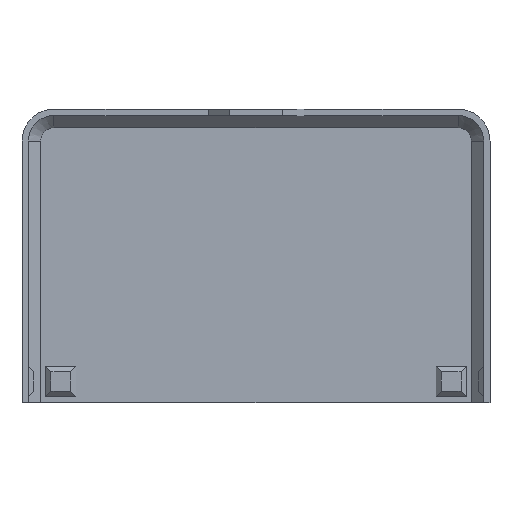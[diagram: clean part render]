
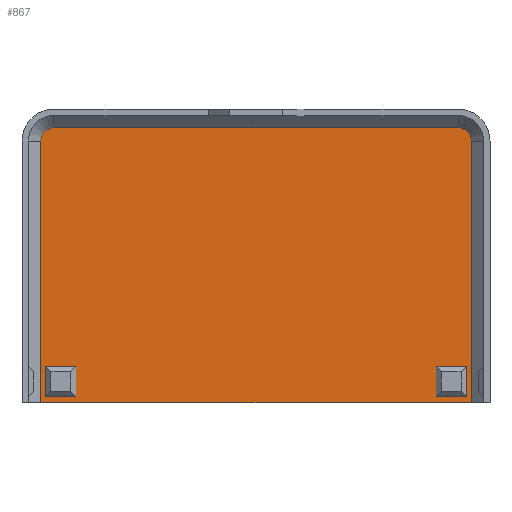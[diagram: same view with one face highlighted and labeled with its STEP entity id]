
A CAD part, front view. The second image highlights one B-rep face of the part: STEP entity #867.
In plain terms, the highlighted planar face has unit normal (0, -1, 0).
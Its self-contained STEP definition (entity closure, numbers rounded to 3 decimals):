
#17=FACE_BOUND('',#136,.T.);
#18=FACE_BOUND('',#137,.T.);
#36=CIRCLE('',#925,2.503);
#38=CIRCLE('',#929,2.503);
#85=FACE_OUTER_BOUND('',#135,.T.);
#135=EDGE_LOOP('',(#755,#756,#757,#758,#759,#760));
#136=EDGE_LOOP('',(#761,#762,#763,#764));
#137=EDGE_LOOP('',(#765,#766,#767,#768));
#174=LINE('',#1252,#280);
#178=LINE('',#1259,#284);
#181=LINE('',#1265,#287);
#183=LINE('',#1268,#289);
#186=LINE('',#1277,#292);
#190=LINE('',#1284,#296);
#193=LINE('',#1290,#299);
#195=LINE('',#1293,#301);
#224=LINE('',#1369,#330);
#227=LINE('',#1380,#333);
#243=LINE('',#1410,#349);
#244=LINE('',#1412,#350);
#280=VECTOR('',#1010,10.);
#284=VECTOR('',#1016,10.);
#287=VECTOR('',#1021,10.);
#289=VECTOR('',#1025,10.);
#292=VECTOR('',#1032,10.);
#296=VECTOR('',#1038,10.);
#299=VECTOR('',#1043,10.);
#301=VECTOR('',#1047,10.);
#330=VECTOR('',#1118,10.);
#333=VECTOR('',#1129,10.);
#349=VECTOR('',#1165,10.);
#350=VECTOR('',#1168,10.);
#379=VERTEX_POINT('',#1249);
#380=VERTEX_POINT('',#1251);
#382=VERTEX_POINT('',#1257);
#384=VERTEX_POINT('',#1263);
#387=VERTEX_POINT('',#1274);
#388=VERTEX_POINT('',#1276);
#390=VERTEX_POINT('',#1282);
#392=VERTEX_POINT('',#1288);
#413=VERTEX_POINT('',#1356);
#416=VERTEX_POINT('',#1361);
#418=VERTEX_POINT('',#1367);
#420=VERTEX_POINT('',#1373);
#421=VERTEX_POINT('',#1377);
#426=VERTEX_POINT('',#1408);
#464=EDGE_CURVE('',#380,#379,#174,.F.);
#468=EDGE_CURVE('',#379,#382,#178,.F.);
#471=EDGE_CURVE('',#382,#384,#181,.F.);
#473=EDGE_CURVE('',#384,#380,#183,.F.);
#476=EDGE_CURVE('',#388,#387,#186,.F.);
#480=EDGE_CURVE('',#387,#390,#190,.F.);
#483=EDGE_CURVE('',#390,#392,#193,.F.);
#485=EDGE_CURVE('',#392,#388,#195,.F.);
#519=EDGE_CURVE('',#413,#416,#36,.T.);
#522=EDGE_CURVE('',#416,#418,#224,.T.);
#525=EDGE_CURVE('',#418,#420,#38,.T.);
#527=EDGE_CURVE('',#420,#421,#227,.T.);
#543=EDGE_CURVE('',#426,#413,#243,.T.);
#544=EDGE_CURVE('',#426,#421,#244,.T.);
#755=ORIENTED_EDGE('',*,*,#544,.F.);
#756=ORIENTED_EDGE('',*,*,#543,.T.);
#757=ORIENTED_EDGE('',*,*,#519,.T.);
#758=ORIENTED_EDGE('',*,*,#522,.T.);
#759=ORIENTED_EDGE('',*,*,#525,.T.);
#760=ORIENTED_EDGE('',*,*,#527,.T.);
#761=ORIENTED_EDGE('',*,*,#464,.T.);
#762=ORIENTED_EDGE('',*,*,#468,.T.);
#763=ORIENTED_EDGE('',*,*,#471,.T.);
#764=ORIENTED_EDGE('',*,*,#473,.T.);
#765=ORIENTED_EDGE('',*,*,#476,.T.);
#766=ORIENTED_EDGE('',*,*,#480,.T.);
#767=ORIENTED_EDGE('',*,*,#483,.T.);
#768=ORIENTED_EDGE('',*,*,#485,.T.);
#819=PLANE('',#941);
#867=ADVANCED_FACE('',(#85,#17,#18),#819,.F.);
#925=AXIS2_PLACEMENT_3D('',#1363,#1112,#1113);
#929=AXIS2_PLACEMENT_3D('',#1375,#1124,#1125);
#941=AXIS2_PLACEMENT_3D('',#1411,#1166,#1167);
#1010=DIRECTION('',(0.,0.,-1.));
#1016=DIRECTION('',(-1.,0.,0.));
#1021=DIRECTION('',(0.,0.,1.));
#1025=DIRECTION('',(1.,0.,0.));
#1032=DIRECTION('',(1.,0.,0.));
#1038=DIRECTION('',(0.,0.,-1.));
#1043=DIRECTION('',(-1.,0.,0.));
#1047=DIRECTION('',(0.,0.,1.));
#1112=DIRECTION('center_axis',(0.,-1.,0.));
#1113=DIRECTION('ref_axis',(0.,0.,1.));
#1118=DIRECTION('',(-1.,0.,0.));
#1124=DIRECTION('center_axis',(0.,-1.,0.));
#1125=DIRECTION('ref_axis',(-1.,0.,0.));
#1129=DIRECTION('',(0.,0.,-1.));
#1165=DIRECTION('',(0.,0.,1.));
#1166=DIRECTION('center_axis',(0.,1.,0.));
#1167=DIRECTION('ref_axis',(1.,0.,0.));
#1168=DIRECTION('',(-1.,0.,0.));
#1249=CARTESIAN_POINT('',(33.861,20.8,-33.141));
#1251=CARTESIAN_POINT('',(33.861,20.8,-38.859));
#1252=CARTESIAN_POINT('',(33.861,20.8,-43.875));
#1257=CARTESIAN_POINT('',(39.579,20.8,-33.141));
#1259=CARTESIAN_POINT('',(16.855,20.8,-33.141));
#1263=CARTESIAN_POINT('',(39.579,20.8,-38.859));
#1265=CARTESIAN_POINT('',(39.579,20.8,-40.875));
#1268=CARTESIAN_POINT('',(19.855,20.8,-38.859));
#1274=CARTESIAN_POINT('',(-39.599,20.8,-38.859));
#1276=CARTESIAN_POINT('',(-33.881,20.8,-38.859));
#1277=CARTESIAN_POINT('',(-16.875,20.8,-38.859));
#1282=CARTESIAN_POINT('',(-39.599,20.8,-33.141));
#1284=CARTESIAN_POINT('',(-39.599,20.8,-43.875));
#1288=CARTESIAN_POINT('',(-33.881,20.8,-33.141));
#1290=CARTESIAN_POINT('',(-19.875,20.8,-33.141));
#1293=CARTESIAN_POINT('',(-33.881,20.8,-40.875));
#1356=CARTESIAN_POINT('',(40.523,20.8,9.25));
#1361=CARTESIAN_POINT('',(38.02,20.8,11.753));
#1363=CARTESIAN_POINT('Origin',(38.02,20.8,9.25));
#1367=CARTESIAN_POINT('',(-38.04,20.8,11.753));
#1369=CARTESIAN_POINT('',(-9.518,20.8,11.753));
#1373=CARTESIAN_POINT('',(-40.543,20.8,9.25));
#1375=CARTESIAN_POINT('Origin',(-38.04,20.8,9.25));
#1377=CARTESIAN_POINT('',(-40.543,20.8,-40.));
#1380=CARTESIAN_POINT('',(-40.543,20.8,-63.25));
#1408=CARTESIAN_POINT('',(40.523,20.8,-40.));
#1410=CARTESIAN_POINT('',(40.523,20.8,-34.25));
#1411=CARTESIAN_POINT('Origin',(-0.01,20.8,-48.75));
#1412=CARTESIAN_POINT('',(-0.005,20.8,-40.));
